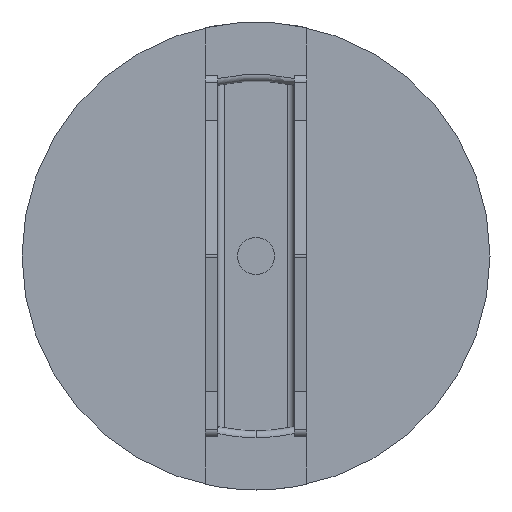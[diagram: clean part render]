
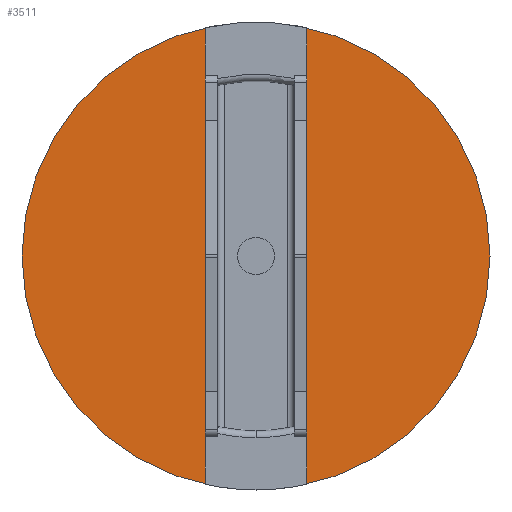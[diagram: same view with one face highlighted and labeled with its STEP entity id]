
A CAD part, front view. The second image highlights one B-rep face of the part: STEP entity #3511.
In plain terms, the highlighted face is planar.
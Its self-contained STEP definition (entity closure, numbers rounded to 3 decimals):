
#148 = ORIENTED_EDGE ( 'NONE', *, *, #831, .F. ) ;
#352 = EDGE_LOOP ( 'NONE', ( #1752, #148 ) ) ;
#480 = EDGE_CURVE ( 'NONE', #1395, #3776, #1816, .T. ) ;
#677 = PLANE ( 'NONE',  #2320 ) ;
#702 = CIRCLE ( 'NONE', #4004, 26.314 ) ;
#818 = CARTESIAN_POINT ( 'NONE',  ( 2.553, 0., 0. ) ) ;
#831 = EDGE_CURVE ( 'NONE', #3299, #1725, #4309, .T. ) ;
#910 = FACE_BOUND ( 'NONE', #4263, .T. ) ;
#1001 = CARTESIAN_POINT ( 'NONE',  ( 0., 0., 0. ) ) ;
#1215 = DIRECTION ( 'NONE',  ( -1., 0., 0. ) ) ;
#1289 = CARTESIAN_POINT ( 'NONE',  ( -26.314, 0., 0. ) ) ;
#1395 = VERTEX_POINT ( 'NONE', #818 ) ;
#1423 = FACE_OUTER_BOUND ( 'NONE', #352, .T. ) ;
#1477 = CIRCLE ( 'NONE', #3904, 2.553 ) ;
#1639 = DIRECTION ( 'NONE',  ( -1., 0., 0. ) ) ;
#1653 = DIRECTION ( 'NONE',  ( 0., 0., -1. ) ) ;
#1725 = VERTEX_POINT ( 'NONE', #1289 ) ;
#1752 = ORIENTED_EDGE ( 'NONE', *, *, #2825, .F. ) ;
#1816 = CIRCLE ( 'NONE', #3375, 2.553 ) ;
#2065 = CARTESIAN_POINT ( 'NONE',  ( -2.553, 0., 0. ) ) ;
#2320 = AXIS2_PLACEMENT_3D ( 'NONE', #1001, #2590, #2925 ) ;
#2523 = DIRECTION ( 'NONE',  ( 0., 0., 1. ) ) ;
#2590 = DIRECTION ( 'NONE',  ( 0., 0., 1. ) ) ;
#2774 = CARTESIAN_POINT ( 'NONE',  ( 26.314, 0., 0. ) ) ;
#2825 = EDGE_CURVE ( 'NONE', #1725, #3299, #702, .T. ) ;
#2925 = DIRECTION ( 'NONE',  ( 1., 0., 0. ) ) ;
#2986 = CARTESIAN_POINT ( 'NONE',  ( 0., 0., 0. ) ) ;
#3034 = ORIENTED_EDGE ( 'NONE', *, *, #480, .F. ) ;
#3056 = DIRECTION ( 'NONE',  ( 0., 0., -1. ) ) ;
#3135 = DIRECTION ( 'NONE',  ( 1., 0., 0. ) ) ;
#3190 = DIRECTION ( 'NONE',  ( 1., 0., 0. ) ) ;
#3246 = AXIS2_PLACEMENT_3D ( 'NONE', #4178, #2523, #3190 ) ;
#3255 = EDGE_CURVE ( 'NONE', #3776, #1395, #1477, .T. ) ;
#3299 = VERTEX_POINT ( 'NONE', #2774 ) ;
#3375 = AXIS2_PLACEMENT_3D ( 'NONE', #2986, #1653, #1639 ) ;
#3404 = ORIENTED_EDGE ( 'NONE', *, *, #3255, .F. ) ;
#3413 = CARTESIAN_POINT ( 'NONE',  ( 0., 0., 0. ) ) ;
#3493 = CARTESIAN_POINT ( 'NONE',  ( 0., 0., 0. ) ) ;
#3511 = ADVANCED_FACE ( 'NONE', ( #910, #1423 ), #677, .F. ) ;
#3776 = VERTEX_POINT ( 'NONE', #2065 ) ;
#3904 = AXIS2_PLACEMENT_3D ( 'NONE', #3413, #3056, #1215 ) ;
#4004 = AXIS2_PLACEMENT_3D ( 'NONE', #3493, #4100, #3135 ) ;
#4100 = DIRECTION ( 'NONE',  ( 0., 0., 1. ) ) ;
#4178 = CARTESIAN_POINT ( 'NONE',  ( 0., 0., 0. ) ) ;
#4263 = EDGE_LOOP ( 'NONE', ( #3404, #3034 ) ) ;
#4309 = CIRCLE ( 'NONE', #3246, 26.314 ) ;
